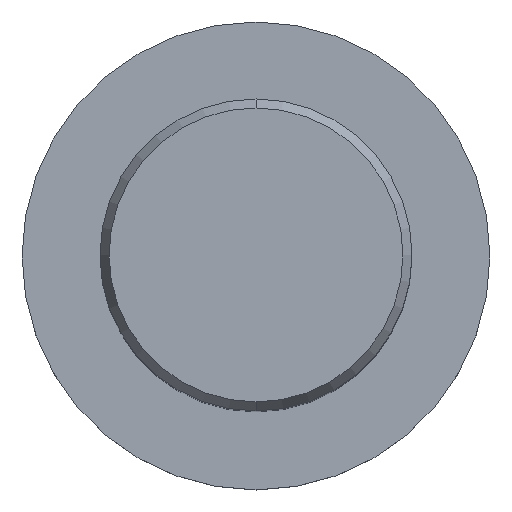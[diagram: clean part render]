
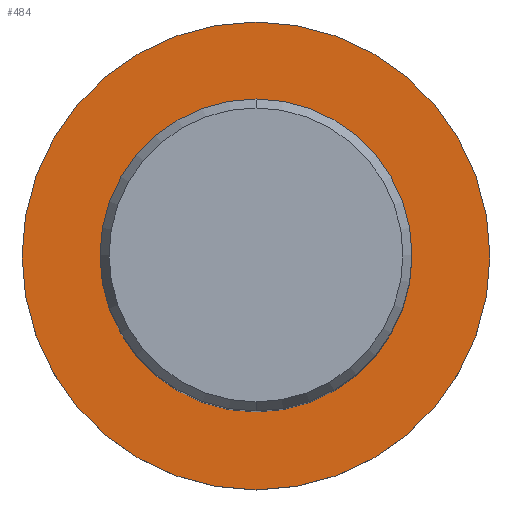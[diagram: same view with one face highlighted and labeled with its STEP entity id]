
A CAD part, top view. The second image highlights one B-rep face of the part: STEP entity #484.
In plain terms, the highlighted planar face has unit normal (0, 0, 1).
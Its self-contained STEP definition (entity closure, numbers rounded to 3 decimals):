
#296=EDGE_CURVE('',#304,#380,#756,.T.);
#304=VERTEX_POINT('',#764);
#340=VERTEX_POINT('',#803);
#354=EDGE_CURVE('',#452,#340,#817,.T.);
#380=VERTEX_POINT('',#848);
#452=VERTEX_POINT('',#926);
#484=ADVANCED_FACE('',(#961,#962),#963,.T.);
#594=EDGE_CURVE('',#380,#304,#1088,.T.);
#638=EDGE_CURVE('',#340,#452,#1136,.T.);
#756=CIRCLE('',#1279,24.0);
#764=CARTESIAN_POINT('',(0.0,24.0,-60.0));
#803=CARTESIAN_POINT('',(0.0,16.0,-60.0));
#817=CIRCLE('',#1465,16.0);
#848=CARTESIAN_POINT('',(0.,-24.0,-60.0));
#926=CARTESIAN_POINT('',(0.,-16.0,-60.0));
#961=FACE_BOUND('',#1715,.T.);
#962=FACE_OUTER_BOUND('',#1716,.T.);
#963=PLANE('',#1717);
#1088=CIRCLE('',#1927,24.0);
#1136=CIRCLE('',#1998,16.0);
#1279=AXIS2_PLACEMENT_3D('',#2144,#2145,#2146);
#1465=AXIS2_PLACEMENT_3D('',#2199,#2200,#2201);
#1715=EDGE_LOOP('',(#2407,#2408));
#1716=EDGE_LOOP('',(#2409,#2410));
#1717=AXIS2_PLACEMENT_3D('',#2411,#2412,#2413);
#1927=AXIS2_PLACEMENT_3D('',#2577,#2578,#2579);
#1998=AXIS2_PLACEMENT_3D('',#2640,#2641,#2642);
#2144=CARTESIAN_POINT('',(0.0,0.0,-60.0));
#2145=DIRECTION('',(0.0,0.0,-1.0));
#2146=DIRECTION('',(0.0,1.0,0.0));
#2199=CARTESIAN_POINT('',(0.0,0.0,-60.0));
#2200=DIRECTION('',(-0.0,0.0,-1.0));
#2201=DIRECTION('',(0.0,1.0,0.0));
#2407=ORIENTED_EDGE('',*,*,#638,.T.);
#2408=ORIENTED_EDGE('',*,*,#354,.T.);
#2409=ORIENTED_EDGE('',*,*,#296,.F.);
#2410=ORIENTED_EDGE('',*,*,#594,.F.);
#2411=CARTESIAN_POINT('',(0.0,12.0,-60.0));
#2412=DIRECTION('',(-0.0,0.0,1.0));
#2413=DIRECTION('',(0.0,-1.0,0.0));
#2577=CARTESIAN_POINT('',(0.0,0.0,-60.0));
#2578=DIRECTION('',(0.0,0.0,-1.0));
#2579=DIRECTION('',(0.0,1.0,0.0));
#2640=CARTESIAN_POINT('',(0.0,0.0,-60.0));
#2641=DIRECTION('',(-0.0,0.0,-1.0));
#2642=DIRECTION('',(0.0,1.0,0.0));
